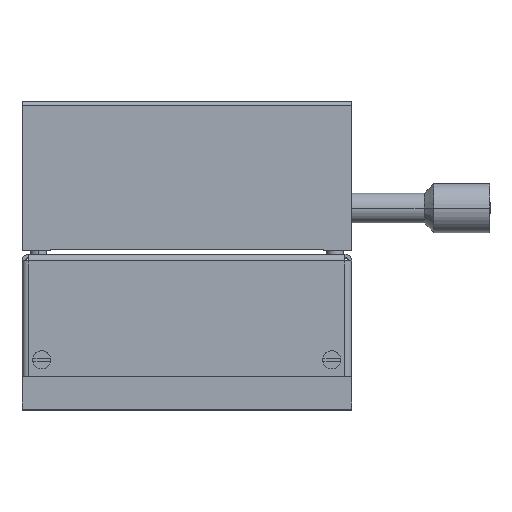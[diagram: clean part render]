
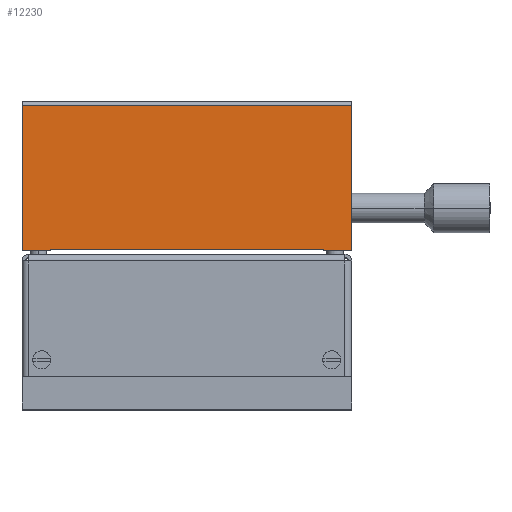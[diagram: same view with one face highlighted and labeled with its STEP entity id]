
A CAD part, top view. The second image highlights one B-rep face of the part: STEP entity #12230.
In plain terms, the highlighted planar face has unit normal (0, 0, 1).
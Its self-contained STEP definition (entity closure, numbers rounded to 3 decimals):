
#249 = LINE ( 'NONE', #5286, #6543 ) ;
#356 = CARTESIAN_POINT ( 'NONE',  ( -42.799, 14.475, 61. ) ) ;
#597 = CARTESIAN_POINT ( 'NONE',  ( -51.299, 59.475, 61. ) ) ;
#1023 = EDGE_LOOP ( 'NONE', ( #5778, #13934, #2705, #12425, #3233, #11056, #12921, #5673 ) ) ;
#1578 = VECTOR ( 'NONE', #3441, 1000. ) ;
#1637 = EDGE_CURVE ( 'NONE', #4708, #5114, #13652, .T. ) ;
#1902 = VECTOR ( 'NONE', #4731, 1000. ) ;
#2025 = FACE_OUTER_BOUND ( 'NONE', #1023, .T. ) ;
#2321 = DIRECTION ( 'NONE',  ( -1., 0., 0. ) ) ;
#2517 = CARTESIAN_POINT ( 'NONE',  ( 48.701, 59.475, 61. ) ) ;
#2705 = ORIENTED_EDGE ( 'NONE', *, *, #1637, .F. ) ;
#2846 = CARTESIAN_POINT ( 'NONE',  ( -51.299, 58.475, 61. ) ) ;
#3233 = ORIENTED_EDGE ( 'NONE', *, *, #13892, .F. ) ;
#3284 = CARTESIAN_POINT ( 'NONE',  ( -42.799, 14.475, 61. ) ) ;
#3441 = DIRECTION ( 'NONE',  ( -1., 0., 0. ) ) ;
#3519 = VERTEX_POINT ( 'NONE', #9520 ) ;
#3587 = EDGE_CURVE ( 'NONE', #5114, #6545, #5235, .T. ) ;
#3994 = EDGE_CURVE ( 'NONE', #10918, #5216, #5585, .T. ) ;
#4708 = VERTEX_POINT ( 'NONE', #6157 ) ;
#4731 = DIRECTION ( 'NONE',  ( 0., -1., 0. ) ) ;
#5114 = VERTEX_POINT ( 'NONE', #10764 ) ;
#5133 = CARTESIAN_POINT ( 'NONE',  ( 48.701, 58.475, 61. ) ) ;
#5163 = LINE ( 'NONE', #10256, #8109 ) ;
#5216 = VERTEX_POINT ( 'NONE', #12922 ) ;
#5235 = LINE ( 'NONE', #356, #1902 ) ;
#5237 = DIRECTION ( 'NONE',  ( -1., 0., 0. ) ) ;
#5286 = CARTESIAN_POINT ( 'NONE',  ( 48.701, 14.475, 61. ) ) ;
#5585 = LINE ( 'NONE', #597, #8943 ) ;
#5673 = ORIENTED_EDGE ( 'NONE', *, *, #3994, .T. ) ;
#5778 = ORIENTED_EDGE ( 'NONE', *, *, #12969, .F. ) ;
#5853 = DIRECTION ( 'NONE',  ( 0., 0., -1. ) ) ;
#5889 = LINE ( 'NONE', #7383, #15584 ) ;
#5958 = CARTESIAN_POINT ( 'NONE',  ( 48.701, 14.475, 61. ) ) ;
#6071 = VERTEX_POINT ( 'NONE', #6509 ) ;
#6157 = CARTESIAN_POINT ( 'NONE',  ( 40.201, 14.775, 61. ) ) ;
#6471 = DIRECTION ( 'NONE',  ( -1., 0., 0. ) ) ;
#6509 = CARTESIAN_POINT ( 'NONE',  ( 40.201, 14.475, 61. ) ) ;
#6543 = VECTOR ( 'NONE', #6471, 1000. ) ;
#6545 = VERTEX_POINT ( 'NONE', #3284 ) ;
#6945 = VECTOR ( 'NONE', #2321, 1000. ) ;
#7383 = CARTESIAN_POINT ( 'NONE',  ( 40.201, 14.475, 61. ) ) ;
#8059 = VERTEX_POINT ( 'NONE', #5133 ) ;
#8109 = VECTOR ( 'NONE', #5237, 1000. ) ;
#8943 = VECTOR ( 'NONE', #9405, 1000. ) ;
#9405 = DIRECTION ( 'NONE',  ( 0., -1., 0. ) ) ;
#9520 = CARTESIAN_POINT ( 'NONE',  ( 48.701, 14.475, 61. ) ) ;
#9848 = CARTESIAN_POINT ( 'NONE',  ( -42.799, 14.775, 61. ) ) ;
#10041 = DIRECTION ( 'NONE',  ( 0., -1., 0. ) ) ;
#10256 = CARTESIAN_POINT ( 'NONE',  ( 48.701, 58.475, 61. ) ) ;
#10494 = VECTOR ( 'NONE', #10041, 1000. ) ;
#10672 = LINE ( 'NONE', #2517, #10494 ) ;
#10764 = CARTESIAN_POINT ( 'NONE',  ( -42.799, 14.775, 61. ) ) ;
#10832 = PLANE ( 'NONE',  #15175 ) ;
#10918 = VERTEX_POINT ( 'NONE', #2846 ) ;
#11056 = ORIENTED_EDGE ( 'NONE', *, *, #12431, .F. ) ;
#11627 = LINE ( 'NONE', #5958, #1578 ) ;
#12230 = ADVANCED_FACE ( 'NONE', ( #2025 ), #10832, .F. ) ;
#12425 = ORIENTED_EDGE ( 'NONE', *, *, #14011, .F. ) ;
#12431 = EDGE_CURVE ( 'NONE', #8059, #3519, #10672, .T. ) ;
#12587 = EDGE_CURVE ( 'NONE', #8059, #10918, #5163, .T. ) ;
#12921 = ORIENTED_EDGE ( 'NONE', *, *, #12587, .T. ) ;
#12922 = CARTESIAN_POINT ( 'NONE',  ( -51.299, 14.475, 61. ) ) ;
#12969 = EDGE_CURVE ( 'NONE', #6545, #5216, #249, .T. ) ;
#13399 = CARTESIAN_POINT ( 'NONE',  ( 48.701, 59.475, 61. ) ) ;
#13652 = LINE ( 'NONE', #9848, #6945 ) ;
#13892 = EDGE_CURVE ( 'NONE', #3519, #6071, #11627, .T. ) ;
#13934 = ORIENTED_EDGE ( 'NONE', *, *, #3587, .F. ) ;
#14011 = EDGE_CURVE ( 'NONE', #6071, #4708, #5889, .T. ) ;
#14689 = DIRECTION ( 'NONE',  ( 0., 1., 0. ) ) ;
#15175 = AXIS2_PLACEMENT_3D ( 'NONE', #13399, #5853, #14689 ) ;
#15584 = VECTOR ( 'NONE', #16263, 1000. ) ;
#16263 = DIRECTION ( 'NONE',  ( 0., 1., 0. ) ) ;
